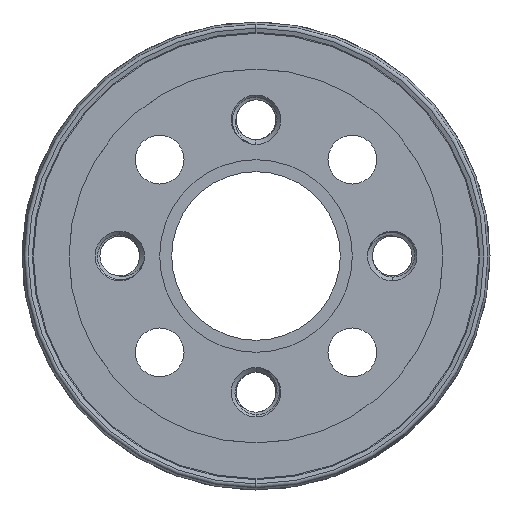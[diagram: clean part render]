
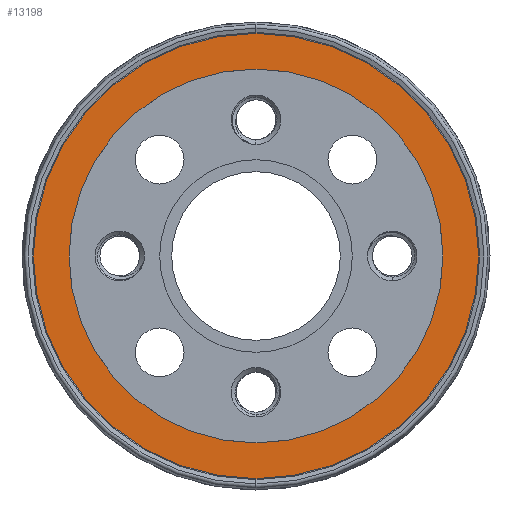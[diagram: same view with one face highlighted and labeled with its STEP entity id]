
A CAD part, left-side view. The second image highlights one B-rep face of the part: STEP entity #13198.
In plain terms, the highlighted face is planar.
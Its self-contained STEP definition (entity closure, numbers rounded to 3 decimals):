
#533 = DIRECTION ( 'NONE',  ( 0., 0., -1. ) ) ;
#891 = EDGE_LOOP ( 'NONE', ( #25835, #27839 ) ) ;
#1029 = FACE_BOUND ( 'NONE', #891, .T. ) ;
#1796 = DIRECTION ( 'NONE',  ( 0., 1., 0. ) ) ;
#2251 = EDGE_CURVE ( 'NONE', #12438, #21961, #6580, .T. ) ;
#2421 = EDGE_CURVE ( 'NONE', #30565, #3956, #7325, .T. ) ;
#3956 = VERTEX_POINT ( 'NONE', #16422 ) ;
#5195 = DIRECTION ( 'NONE',  ( 0., -1., 0. ) ) ;
#5831 = DIRECTION ( 'NONE',  ( 0., -1., 0. ) ) ;
#6238 = CARTESIAN_POINT ( 'NONE',  ( 0., 1., 0. ) ) ;
#6580 = CIRCLE ( 'NONE', #23752, 15.525 ) ;
#7325 = CIRCLE ( 'NONE', #18739, 18.485 ) ;
#7702 = DIRECTION ( 'NONE',  ( 0., 1., 0. ) ) ;
#8865 = DIRECTION ( 'NONE',  ( 0., -1., 0. ) ) ;
#9704 = ORIENTED_EDGE ( 'NONE', *, *, #28450, .T. ) ;
#10288 = CARTESIAN_POINT ( 'NONE',  ( 0., 1., 0. ) ) ;
#11145 = DIRECTION ( 'NONE',  ( 0., 0., -1. ) ) ;
#11651 = AXIS2_PLACEMENT_3D ( 'NONE', #28798, #5195, #14501 ) ;
#12289 = CARTESIAN_POINT ( 'NONE',  ( 0., 1., 15.525 ) ) ;
#12438 = VERTEX_POINT ( 'NONE', #17605 ) ;
#12880 = ORIENTED_EDGE ( 'NONE', *, *, #2421, .T. ) ;
#13198 = ADVANCED_FACE ( 'NONE', ( #22460, #1029 ), #20610, .F. ) ;
#13267 = AXIS2_PLACEMENT_3D ( 'NONE', #10288, #7702, #533 ) ;
#13468 = CIRCLE ( 'NONE', #13267, 18.485 ) ;
#14501 = DIRECTION ( 'NONE',  ( 0., 0., -1. ) ) ;
#14573 = EDGE_LOOP ( 'NONE', ( #9704, #12880 ) ) ;
#15573 = DIRECTION ( 'NONE',  ( 0., 0., -1. ) ) ;
#16422 = CARTESIAN_POINT ( 'NONE',  ( 0., 1., -18.485 ) ) ;
#17605 = CARTESIAN_POINT ( 'NONE',  ( 0., 1., -15.525 ) ) ;
#18186 = CARTESIAN_POINT ( 'NONE',  ( 0., 1., 0. ) ) ;
#18739 = AXIS2_PLACEMENT_3D ( 'NONE', #23447, #1796, #11145 ) ;
#19891 = EDGE_CURVE ( 'NONE', #21961, #12438, #25206, .T. ) ;
#20610 = PLANE ( 'NONE',  #25597 ) ;
#21961 = VERTEX_POINT ( 'NONE', #12289 ) ;
#22460 = FACE_OUTER_BOUND ( 'NONE', #14573, .T. ) ;
#23447 = CARTESIAN_POINT ( 'NONE',  ( 0., 1., 0. ) ) ;
#23752 = AXIS2_PLACEMENT_3D ( 'NONE', #18186, #5831, #15573 ) ;
#25206 = CIRCLE ( 'NONE', #11651, 15.525 ) ;
#25597 = AXIS2_PLACEMENT_3D ( 'NONE', #6238, #8865, #30357 ) ;
#25835 = ORIENTED_EDGE ( 'NONE', *, *, #2251, .T. ) ;
#27839 = ORIENTED_EDGE ( 'NONE', *, *, #19891, .T. ) ;
#28038 = CARTESIAN_POINT ( 'NONE',  ( 0., 1., 18.485 ) ) ;
#28450 = EDGE_CURVE ( 'NONE', #3956, #30565, #13468, .T. ) ;
#28798 = CARTESIAN_POINT ( 'NONE',  ( 0., 1., 0. ) ) ;
#30357 = DIRECTION ( 'NONE',  ( 0., 0., -1. ) ) ;
#30565 = VERTEX_POINT ( 'NONE', #28038 ) ;
